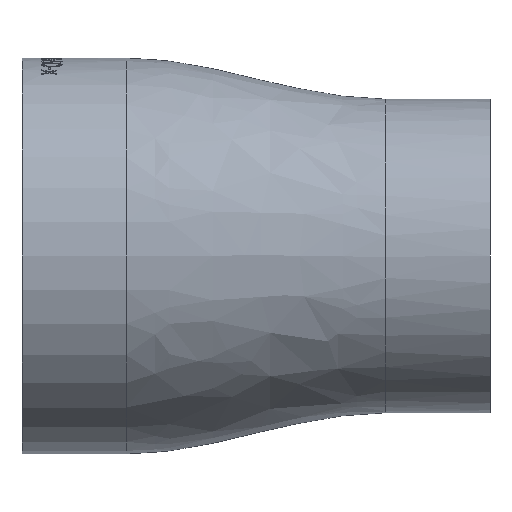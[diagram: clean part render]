
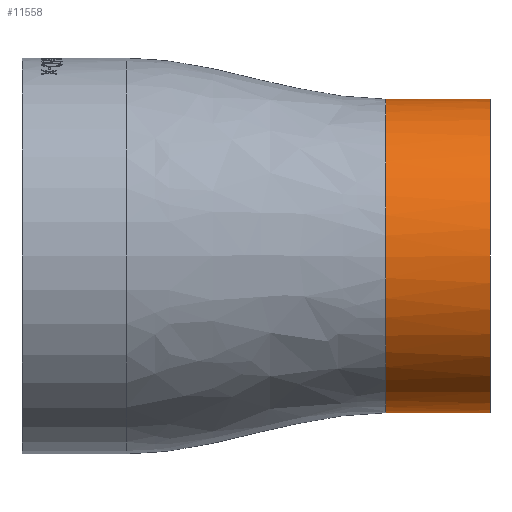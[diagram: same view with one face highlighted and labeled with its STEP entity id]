
A CAD part, front view. The second image highlights one B-rep face of the part: STEP entity #11558.
In plain terms, the highlighted cylindrical face has radius 30.15 mm (diameter 60.3 mm), a full revolution.
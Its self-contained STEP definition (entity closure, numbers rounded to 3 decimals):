
#1014 = CARTESIAN_POINT ( 'NONE',  ( 70., 22.25, 0. ) ) ;
#1040 = DIRECTION ( 'NONE',  ( 0., 0., 1. ) ) ;
#1260 = CARTESIAN_POINT ( 'NONE',  ( 70., 17.428, -20.963 ) ) ;
#2043 = EDGE_LOOP ( 'NONE', ( #5426 ) ) ;
#2518 = CARTESIAN_POINT ( 'NONE',  ( 70., 21.403, -7.253 ) ) ;
#3729 = CARTESIAN_POINT ( 'NONE',  ( 90., -7.9, 0. ) ) ;
#3866 = CARTESIAN_POINT ( 'NONE',  ( 70., -38.05, -16.64 ) ) ;
#4818 = CARTESIAN_POINT ( 'NONE',  ( 70., -38.05, 16.64 ) ) ;
#4985 = CARTESIAN_POINT ( 'NONE',  ( 70., 21.886, -4.898 ) ) ;
#5426 = ORIENTED_EDGE ( 'NONE', *, *, #15751, .F. ) ;
#6216 = CARTESIAN_POINT ( 'NONE',  ( 64.827, -7.9, 0. ) ) ;
#6334 = CARTESIAN_POINT ( 'NONE',  ( 70., 5.412, 30.15 ) ) ;
#6474 = VERTEX_POINT ( 'NONE', #12623 ) ;
#6535 = CIRCLE ( 'NONE', #15895, 30.15 ) ;
#6988 = ORIENTED_EDGE ( 'NONE', *, *, #10352, .T. ) ;
#7375 = B_SPLINE_CURVE_WITH_KNOTS ( 'NONE', 3,
 ( #16468, #12796, #8771, #4985, #2518, #1260, #11456, #10291, #3866, #4818, #10126, #6334, #13883, #8849, #15151, #16555, #9959, #1014 ),
 .UNSPECIFIED., .T., .F.,
 ( 4, 1, 1, 1, 1, 2, 2, 2, 1, 1, 1, 1, 4 ),
 ( 0., 0.012, 0.025, 0.038, 0.05, 0.25, 0.5, 0.75, 0.95, 0.963, 0.975, 0.988, 1. ),
 .UNSPECIFIED. ) ;
#7623 = DIRECTION ( 'NONE',  ( -1., 0., 0. ) ) ;
#7737 = VERTEX_POINT ( 'NONE', #9940 ) ;
#7897 = AXIS2_PLACEMENT_3D ( 'NONE', #6216, #15280, #9922 ) ;
#8771 = CARTESIAN_POINT ( 'NONE',  ( 70., 22.182, -2.48 ) ) ;
#8818 = FACE_OUTER_BOUND ( 'NONE', #2043, .T. ) ;
#8849 = CARTESIAN_POINT ( 'NONE',  ( 70., 21.403, 7.253 ) ) ;
#9922 = DIRECTION ( 'NONE',  ( 0., 0., 1. ) ) ;
#9940 = CARTESIAN_POINT ( 'NONE',  ( 70., 22.25, 0. ) ) ;
#9959 = CARTESIAN_POINT ( 'NONE',  ( 70., 22.25, 0.832 ) ) ;
#10126 = CARTESIAN_POINT ( 'NONE',  ( 70., -24.54, 30.15 ) ) ;
#10291 = CARTESIAN_POINT ( 'NONE',  ( 70., -24.54, -30.15 ) ) ;
#10352 = EDGE_CURVE ( 'NONE', #6474, #6474, #6535, .T. ) ;
#11456 = CARTESIAN_POINT ( 'NONE',  ( 70., 5.412, -30.15 ) ) ;
#11506 = CYLINDRICAL_SURFACE ( 'NONE', #7897, 30.15 ) ;
#11558 = ADVANCED_FACE ( 'NONE', ( #16520, #8818 ), #11506, .T. ) ;
#12101 = EDGE_LOOP ( 'NONE', ( #6988 ) ) ;
#12623 = CARTESIAN_POINT ( 'NONE',  ( 90., -7.9, 30.15 ) ) ;
#12796 = CARTESIAN_POINT ( 'NONE',  ( 70., 22.25, -0.832 ) ) ;
#13883 = CARTESIAN_POINT ( 'NONE',  ( 70., 17.428, 20.963 ) ) ;
#15151 = CARTESIAN_POINT ( 'NONE',  ( 70., 21.886, 4.898 ) ) ;
#15280 = DIRECTION ( 'NONE',  ( -1., 0., 0. ) ) ;
#15751 = EDGE_CURVE ( 'NONE', #7737, #7737, #7375, .T. ) ;
#15895 = AXIS2_PLACEMENT_3D ( 'NONE', #3729, #7623, #1040 ) ;
#16468 = CARTESIAN_POINT ( 'NONE',  ( 70., 22.25, 0. ) ) ;
#16520 = FACE_OUTER_BOUND ( 'NONE', #12101, .T. ) ;
#16555 = CARTESIAN_POINT ( 'NONE',  ( 70., 22.182, 2.48 ) ) ;
